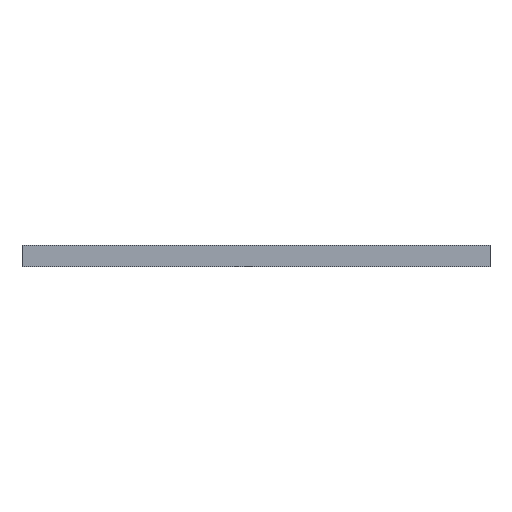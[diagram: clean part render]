
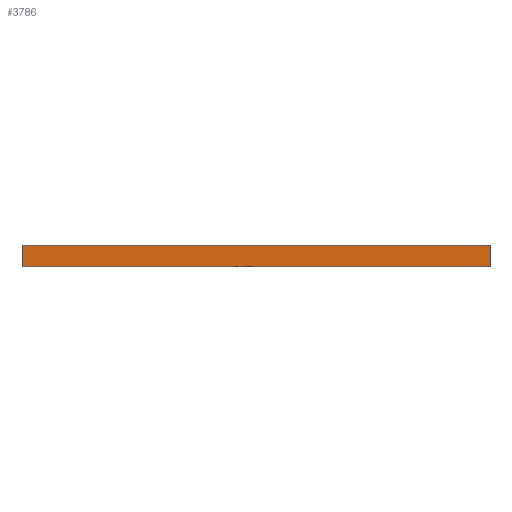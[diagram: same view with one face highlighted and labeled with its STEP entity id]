
A CAD part, left-side view. The second image highlights one B-rep face of the part: STEP entity #3786.
In plain terms, the highlighted planar face has unit normal (-1, 0, 0).
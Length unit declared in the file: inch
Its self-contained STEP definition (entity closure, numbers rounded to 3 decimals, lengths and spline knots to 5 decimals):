
#217 = CARTESIAN_POINT ( 'NONE',  ( -2.5, 2.423, 0. ) ) ;
#366 = ORIENTED_EDGE ( 'NONE', *, *, #2582, .F. ) ;
#514 = CARTESIAN_POINT ( 'NONE',  ( -2.5, -4.577, 0.25 ) ) ;
#596 = EDGE_CURVE ( 'NONE', #778, #2966, #1732, .T. ) ;
#685 = AXIS2_PLACEMENT_3D ( 'NONE', #514, #4382, #4301 ) ;
#704 = CARTESIAN_POINT ( 'NONE',  ( -2.5, 2.423, 0.25 ) ) ;
#762 = VERTEX_POINT ( 'NONE', #217 ) ;
#778 = VERTEX_POINT ( 'NONE', #817 ) ;
#817 = CARTESIAN_POINT ( 'NONE',  ( -2.5, -3.077, 0. ) ) ;
#882 = VECTOR ( 'NONE', #2571, 39.37008 ) ;
#977 = LINE ( 'NONE', #1251, #3025 ) ;
#990 = ORIENTED_EDGE ( 'NONE', *, *, #1804, .T. ) ;
#1066 = CARTESIAN_POINT ( 'NONE',  ( -2.5, -4.577, 0.25 ) ) ;
#1171 = VECTOR ( 'NONE', #3340, 39.37008 ) ;
#1251 = CARTESIAN_POINT ( 'NONE',  ( -2.5, -4.577, 0. ) ) ;
#1389 = CARTESIAN_POINT ( 'NONE',  ( -2.5, -3.077, -11.06995 ) ) ;
#1601 = CARTESIAN_POINT ( 'NONE',  ( -2.5, 2.423, 0.25 ) ) ;
#1640 = VERTEX_POINT ( 'NONE', #704 ) ;
#1732 = LINE ( 'NONE', #1389, #882 ) ;
#1757 = DIRECTION ( 'NONE',  ( 0., -1., 0. ) ) ;
#1804 = EDGE_CURVE ( 'NONE', #762, #778, #977, .T. ) ;
#1968 = VECTOR ( 'NONE', #1757, 39.37008 ) ;
#2333 = ORIENTED_EDGE ( 'NONE', *, *, #3908, .T. ) ;
#2571 = DIRECTION ( 'NONE',  ( 0., 0., 1. ) ) ;
#2582 = EDGE_CURVE ( 'NONE', #1640, #2966, #2604, .T. ) ;
#2604 = LINE ( 'NONE', #1066, #1968 ) ;
#2949 = LINE ( 'NONE', #1601, #1171 ) ;
#2966 = VERTEX_POINT ( 'NONE', #3591 ) ;
#3025 = VECTOR ( 'NONE', #4355, 39.37008 ) ;
#3152 = EDGE_LOOP ( 'NONE', ( #990, #3224, #366, #2333 ) ) ;
#3168 = FACE_OUTER_BOUND ( 'NONE', #3152, .T. ) ;
#3224 = ORIENTED_EDGE ( 'NONE', *, *, #596, .T. ) ;
#3340 = DIRECTION ( 'NONE',  ( 0., 0., -1. ) ) ;
#3586 = PLANE ( 'NONE',  #685 ) ;
#3591 = CARTESIAN_POINT ( 'NONE',  ( -2.5, -3.077, 0.25 ) ) ;
#3786 = ADVANCED_FACE ( 'NONE', ( #3168 ), #3586, .F. ) ;
#3908 = EDGE_CURVE ( 'NONE', #1640, #762, #2949, .T. ) ;
#4301 = DIRECTION ( 'NONE',  ( 0., 0., -1. ) ) ;
#4355 = DIRECTION ( 'NONE',  ( 0., -1., 0. ) ) ;
#4382 = DIRECTION ( 'NONE',  ( 1., 0., 0. ) ) ;
